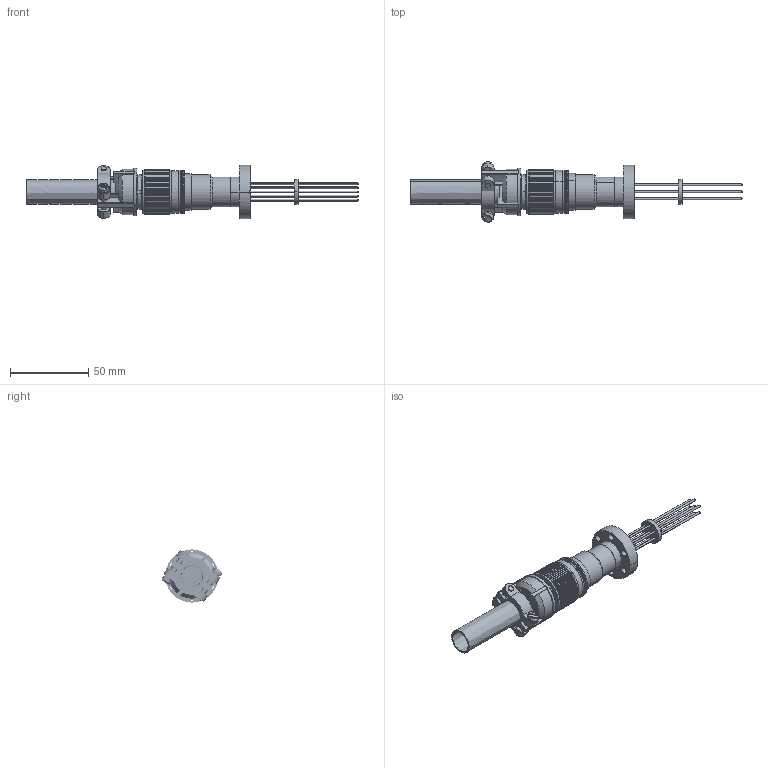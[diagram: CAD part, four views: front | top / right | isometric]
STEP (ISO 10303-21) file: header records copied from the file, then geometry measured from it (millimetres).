
FILE_DESCRIPTION(('STEP AP214'),'1');
FILE_NAME('tmp0.stp',' ',(' '),(' '),'XStep 1.0',' ',' ');
FILE_SCHEMA(('automotive_design'));
Length unit declared in the file: millimetre
Bounding box: 212.12 x 38.84 x 34 mm (x, y, z)
Volume: 4809.7 mm3; surface area: 52183 mm2
Topology: 1 solids, 1568 shells, 1607 faces, 12710 edges, 12632 vertices
Faces by surface type: revolution 1235, bspline 332, cylinder 22, plane 12, cone 6
Entity records: 205014 total; most frequent: CARTESIAN_POINT 75043, DIRECTION 13477, ORIENTED_EDGE 12770, EDGE_CURVE 12668, VERTEX_POINT 12632, B_SPLINE_CURVE_WITH_KNOTS 7710, AXIS2_PLACEMENT_3D 4533, LINE 3176
